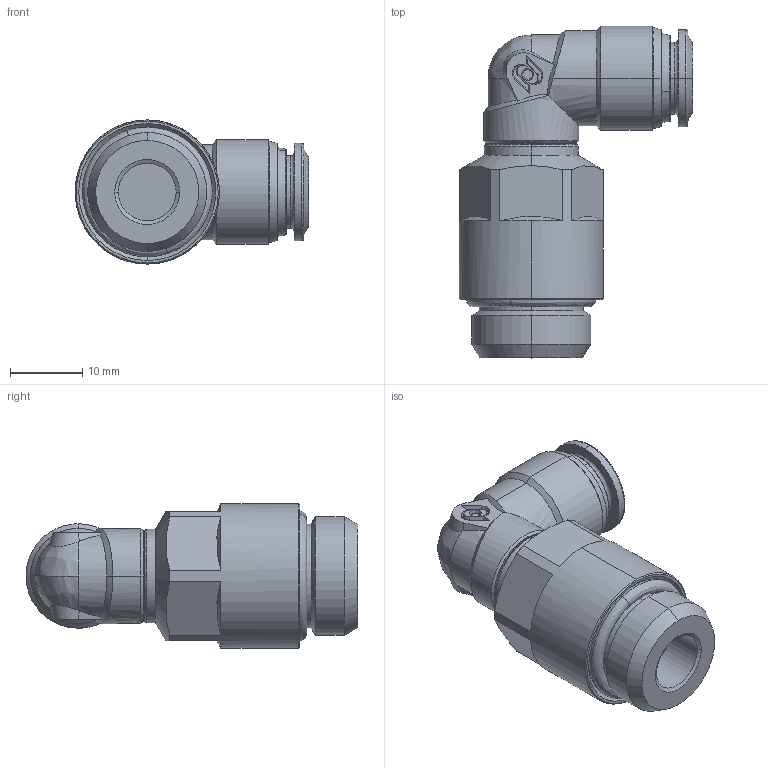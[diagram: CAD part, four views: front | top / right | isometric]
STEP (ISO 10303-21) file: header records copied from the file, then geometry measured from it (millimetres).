
FILE_DESCRIPTION (( 'STEP AP214' ), '1' );
FILE_NAME ('PLL08-G03_ME.STEP', '2018-09-06T13:12:29', ( '' ), ( '' ), 'SwSTEP 2.0', 'SolidWorks 2018', '' );
FILE_SCHEMA (( 'AUTOMOTIVE_DESIGN' ));
Length unit declared in the file: millimetre
Products named in the file (1): PLL08-G03_ME
Bounding box: 32.39 x 46.04 x 20 mm (x, y, z)
Volume: 11329.8 mm3; surface area: 4522.2 mm2
Topology: 2 solids, 2 shells, 160 faces, 395 edges, 250 vertices
Faces by surface type: bspline 160
Entity records: 7289 total; most frequent: CARTESIAN_POINT 4947, ORIENTED_EDGE 786, EDGE_CURVE 393, B_SPLINE_CURVE_WITH_KNOTS 282, VERTEX_POINT 250, EDGE_LOOP 179, ADVANCED_FACE 160, FACE_OUTER_BOUND 160
